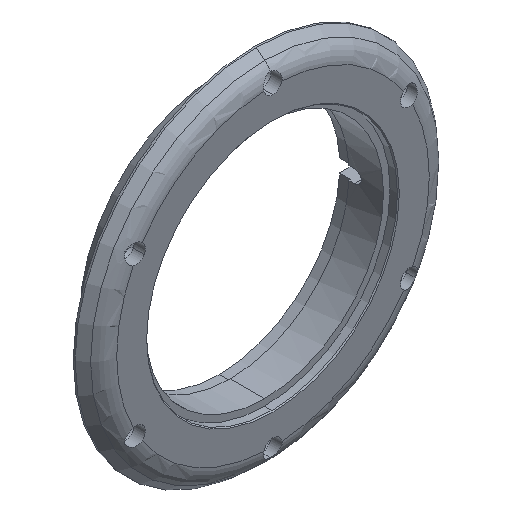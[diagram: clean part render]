
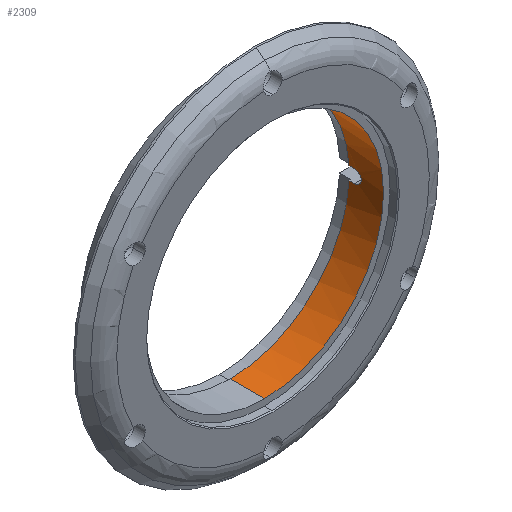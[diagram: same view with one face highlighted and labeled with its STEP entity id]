
A CAD part, isometric view. The second image highlights one B-rep face of the part: STEP entity #2309.
In plain terms, the highlighted cylindrical face has radius 12.8 mm (diameter 25.6 mm), a partial arc.
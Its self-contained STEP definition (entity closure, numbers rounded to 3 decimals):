
#210 = EDGE_CURVE ( 'NONE', #1439, #1434, #1029, .T. ) ;
#235 = EDGE_CURVE ( 'NONE', #1471, #1515, #1065, .T. ) ;
#270 = EDGE_CURVE ( 'NONE', #1498, #1524, #1127, .T. ) ;
#278 = EDGE_CURVE ( 'NONE', #1434, #1515, #1125, .T. ) ;
#286 = EDGE_CURVE ( 'NONE', #1457, #1498, #1831, .T. ) ;
#297 = EDGE_CURVE ( 'NONE', #1525, #1457, #1102, .T. ) ;
#299 = EDGE_CURVE ( 'NONE', #1439, #1524, #1132, .T. ) ;
#333 = EDGE_CURVE ( 'NONE', #1525, #1471, #1174, .T. ) ;
#382 = AXIS2_PLACEMENT_3D ( 'NONE', #1990, #1972, #1992 ) ;
#401 = AXIS2_PLACEMENT_3D ( 'NONE', #1937, #1919, #1922 ) ;
#415 = AXIS2_PLACEMENT_3D ( 'NONE', #2141, #2150, #2209 ) ;
#487 = AXIS2_PLACEMENT_3D ( 'NONE', #635, #645, #636 ) ;
#635 = CARTESIAN_POINT ( 'NONE',  ( 0., 0., 0. ) ) ;
#636 = DIRECTION ( 'NONE',  ( 0., 0., -1. ) ) ;
#645 = DIRECTION ( 'NONE',  ( 0., -1., 0. ) ) ;
#688 = CARTESIAN_POINT ( 'NONE',  ( 0., 0., -12.8 ) ) ;
#716 = DIRECTION ( 'NONE',  ( 0., -1., 0. ) ) ;
#763 = CARTESIAN_POINT ( 'NONE',  ( 0., 0., 12.8 ) ) ;
#772 = DIRECTION ( 'NONE',  ( 0., -1., 0. ) ) ;
#975 = VECTOR ( 'NONE', #716, 1000. ) ;
#1029 = LINE ( 'NONE', #688, #975 ) ;
#1065 = LINE ( 'NONE', #763, #1085 ) ;
#1085 = VECTOR ( 'NONE', #772, 1000. ) ;
#1102 = LINE ( 'NONE', #2116, #1104 ) ;
#1104 = VECTOR ( 'NONE', #2097, 1000. ) ;
#1107 = VECTOR ( 'NONE', #1862, 1000. ) ;
#1125 = CIRCLE ( 'NONE', #382, 12.8 ) ;
#1127 = LINE ( 'NONE', #1909, #1107 ) ;
#1132 = CIRCLE ( 'NONE', #415, 12.8 ) ;
#1174 = CIRCLE ( 'NONE', #401, 12.8 ) ;
#1256 = FACE_OUTER_BOUND ( 'NONE', #1331, .T. ) ;
#1264 = CYLINDRICAL_SURFACE ( 'NONE', #487, 12.8 ) ;
#1331 = EDGE_LOOP ( 'NONE', ( #1708, #1608, #1714, #1677, #1692, #1719, #1670, #1698 ) ) ;
#1434 = VERTEX_POINT ( 'NONE', #2086 ) ;
#1439 = VERTEX_POINT ( 'NONE', #2121 ) ;
#1457 = VERTEX_POINT ( 'NONE', #2068 ) ;
#1471 = VERTEX_POINT ( 'NONE', #2118 ) ;
#1498 = VERTEX_POINT ( 'NONE', #2197 ) ;
#1515 = VERTEX_POINT ( 'NONE', #2230 ) ;
#1524 = VERTEX_POINT ( 'NONE', #2200 ) ;
#1525 = VERTEX_POINT ( 'NONE', #2187 ) ;
#1608 = ORIENTED_EDGE ( 'NONE', *, *, #333, .F. ) ;
#1670 = ORIENTED_EDGE ( 'NONE', *, *, #210, .T. ) ;
#1677 = ORIENTED_EDGE ( 'NONE', *, *, #286, .T. ) ;
#1692 = ORIENTED_EDGE ( 'NONE', *, *, #270, .T. ) ;
#1698 = ORIENTED_EDGE ( 'NONE', *, *, #278, .T. ) ;
#1708 = ORIENTED_EDGE ( 'NONE', *, *, #235, .F. ) ;
#1714 = ORIENTED_EDGE ( 'NONE', *, *, #297, .T. ) ;
#1719 = ORIENTED_EDGE ( 'NONE', *, *, #299, .F. ) ;
#1831 = B_SPLINE_CURVE_WITH_KNOTS ( 'NONE', 3,
 ( #2039, #2105, #2028, #2055, #2084, #2067, #2079, #2109, #2069, #2103, #2034, #2083, #2087, #2043 ),
 .UNSPECIFIED., .F., .F.,
 ( 4, 2, 2, 2, 2, 2, 4 ),
 ( 0., 0., 0.001, 0.001, 0.001, 0.002, 0.002 ),
 .UNSPECIFIED. ) ;
#1862 = DIRECTION ( 'NONE',  ( 0., 1., 0. ) ) ;
#1909 = CARTESIAN_POINT ( 'NONE',  ( 12.781, 0., -0.7 ) ) ;
#1919 = DIRECTION ( 'NONE',  ( 0., -1., 0. ) ) ;
#1922 = DIRECTION ( 'NONE',  ( 0., 0., -1. ) ) ;
#1937 = CARTESIAN_POINT ( 'NONE',  ( 0., 4.6, 0. ) ) ;
#1972 = DIRECTION ( 'NONE',  ( 0., -1., 0. ) ) ;
#1990 = CARTESIAN_POINT ( 'NONE',  ( 0., 0.9, 0. ) ) ;
#1992 = DIRECTION ( 'NONE',  ( 0., 0., -1. ) ) ;
#2028 = CARTESIAN_POINT ( 'NONE',  ( 12.782, 3.817, 0.682 ) ) ;
#2034 = CARTESIAN_POINT ( 'NONE',  ( 12.793, 3.439, -0.429 ) ) ;
#2039 = CARTESIAN_POINT ( 'NONE',  ( 12.781, 4., 0.7 ) ) ;
#2043 = CARTESIAN_POINT ( 'NONE',  ( 12.781, 4., -0.7 ) ) ;
#2055 = CARTESIAN_POINT ( 'NONE',  ( 12.785, 3.647, 0.612 ) ) ;
#2067 = CARTESIAN_POINT ( 'NONE',  ( 12.795, 3.376, 0.366 ) ) ;
#2068 = CARTESIAN_POINT ( 'NONE',  ( 12.781, 4., 0.7 ) ) ;
#2069 = CARTESIAN_POINT ( 'NONE',  ( 12.799, 3.318, -0.183 ) ) ;
#2079 = CARTESIAN_POINT ( 'NONE',  ( 12.8, 3.3, 0.183 ) ) ;
#2083 = CARTESIAN_POINT ( 'NONE',  ( 12.785, 3.635, -0.625 ) ) ;
#2084 = CARTESIAN_POINT ( 'NONE',  ( 12.788, 3.57, 0.56 ) ) ;
#2086 = CARTESIAN_POINT ( 'NONE',  ( 0., 0.9, -12.8 ) ) ;
#2087 = CARTESIAN_POINT ( 'NONE',  ( 12.781, 3.815, -0.7 ) ) ;
#2097 = DIRECTION ( 'NONE',  ( 0., -1., 0. ) ) ;
#2103 = CARTESIAN_POINT ( 'NONE',  ( 12.795, 3.388, -0.352 ) ) ;
#2105 = CARTESIAN_POINT ( 'NONE',  ( 12.781, 3.907, 0.7 ) ) ;
#2109 = CARTESIAN_POINT ( 'NONE',  ( 12.8, 3.3, -0.091 ) ) ;
#2116 = CARTESIAN_POINT ( 'NONE',  ( 12.781, 0., 0.7 ) ) ;
#2118 = CARTESIAN_POINT ( 'NONE',  ( 0., 4.6, 12.8 ) ) ;
#2121 = CARTESIAN_POINT ( 'NONE',  ( 0., 4.6, -12.8 ) ) ;
#2141 = CARTESIAN_POINT ( 'NONE',  ( 0., 4.6, 0. ) ) ;
#2150 = DIRECTION ( 'NONE',  ( 0., -1., 0. ) ) ;
#2187 = CARTESIAN_POINT ( 'NONE',  ( 12.781, 4.6, 0.7 ) ) ;
#2197 = CARTESIAN_POINT ( 'NONE',  ( 12.781, 4., -0.7 ) ) ;
#2200 = CARTESIAN_POINT ( 'NONE',  ( 12.781, 4.6, -0.7 ) ) ;
#2209 = DIRECTION ( 'NONE',  ( 0., 0., -1. ) ) ;
#2230 = CARTESIAN_POINT ( 'NONE',  ( 0., 0.9, 12.8 ) ) ;
#2309 = ADVANCED_FACE ( 'NONE', ( #1256 ), #1264, .F. ) ;
